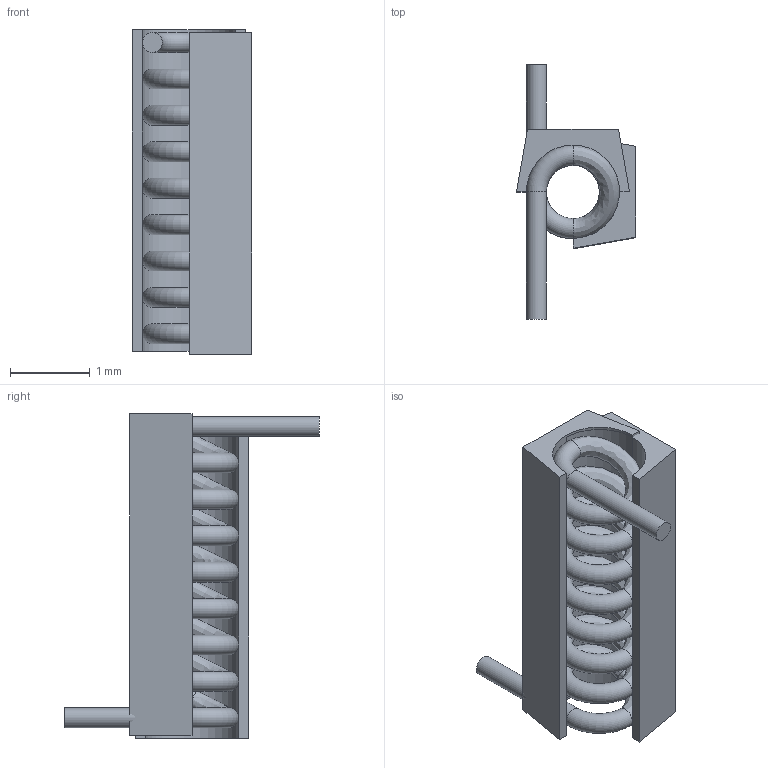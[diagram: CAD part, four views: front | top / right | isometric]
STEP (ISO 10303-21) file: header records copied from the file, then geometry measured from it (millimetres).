
FILE_DESCRIPTION( ( 'Unknown' ), '1' );
FILE_NAME( '292BRxxx.stp', 'Unknown', ( 'Unknown' ), ( 'Unknown' ), 'PSStep 14.0', 'Unknown', ' ' );
FILE_SCHEMA( ( 'AUTOMOTIVE_DESIGN { 1 0 10303 214 1 1 1 1 }' ) );
Length unit declared in the file: millimetre
Products named in the file (3): Assem1; coil; cap
Bounding box: 1.5 x 3.2 x 4.08 mm (x, y, z)
Volume: 6.4 mm3; surface area: 83.5 mm2
Topology: 4 solids, 4 shells, 60 faces, 118 edges, 66 vertices
Faces by surface type: plane 18, torus 18, bspline 18, cylinder 6
Full cylindrical faces by diameter (mm): 0.25 x4
Entity records: 2193 total; most frequent: CARTESIAN_POINT 1398, DIRECTION 110, ORIENTED_EDGE 78, FACE_OUTER_BOUND 50, EDGE_LOOP 50, AXIS2_PLACEMENT_3D 47, EDGE_CURVE 39, VERTEX_POINT 33
